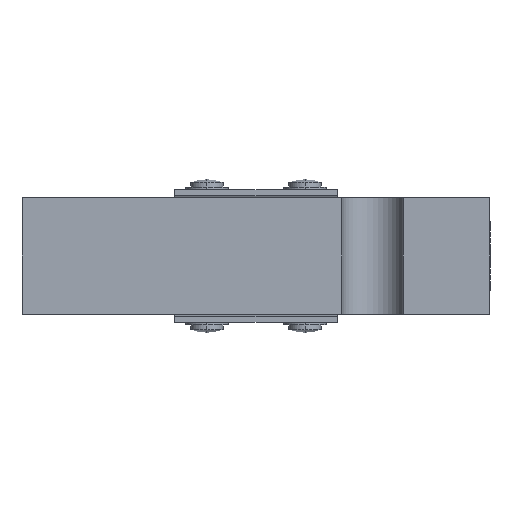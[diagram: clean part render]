
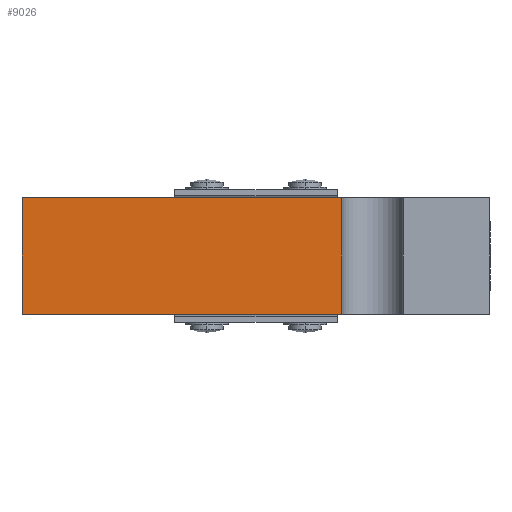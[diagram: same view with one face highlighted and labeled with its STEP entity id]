
A CAD part, left-side view. The second image highlights one B-rep face of the part: STEP entity #9026.
In plain terms, the highlighted planar face has unit normal (-1, 0, 0).
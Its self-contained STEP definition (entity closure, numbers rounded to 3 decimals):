
#521 = CARTESIAN_POINT ( 'NONE',  ( -25.4, -14., -9.5 ) ) ;
#977 = EDGE_CURVE ( 'NONE', #7087, #2342, #9058, .T. ) ;
#1535 = DIRECTION ( 'NONE',  ( 0., 0., -1. ) ) ;
#1669 = VECTOR ( 'NONE', #3450, 1000. ) ;
#1830 = CARTESIAN_POINT ( 'NONE',  ( -25.4, -14., 9.5 ) ) ;
#2248 = CARTESIAN_POINT ( 'NONE',  ( -25.4, 38.1, -9.5 ) ) ;
#2342 = VERTEX_POINT ( 'NONE', #521 ) ;
#2458 = CARTESIAN_POINT ( 'NONE',  ( -25.4, -14., 9.5 ) ) ;
#2541 = EDGE_CURVE ( 'NONE', #3569, #3647, #3439, .T. ) ;
#3439 = LINE ( 'NONE', #9504, #10251 ) ;
#3450 = DIRECTION ( 'NONE',  ( 0., -1., 0. ) ) ;
#3569 = VERTEX_POINT ( 'NONE', #4253 ) ;
#3647 = VERTEX_POINT ( 'NONE', #2458 ) ;
#4013 = EDGE_LOOP ( 'NONE', ( #4429, #5958, #4964, #6397 ) ) ;
#4163 = DIRECTION ( 'NONE',  ( 0., -1., 0. ) ) ;
#4251 = VECTOR ( 'NONE', #7775, 1000. ) ;
#4253 = CARTESIAN_POINT ( 'NONE',  ( -25.4, 38.1, 9.5 ) ) ;
#4429 = ORIENTED_EDGE ( 'NONE', *, *, #977, .T. ) ;
#4609 = FACE_OUTER_BOUND ( 'NONE', #4013, .T. ) ;
#4936 = LINE ( 'NONE', #1830, #7042 ) ;
#4964 = ORIENTED_EDGE ( 'NONE', *, *, #2541, .F. ) ;
#5095 = PLANE ( 'NONE',  #6781 ) ;
#5150 = EDGE_CURVE ( 'NONE', #3569, #7087, #8978, .T. ) ;
#5725 = EDGE_CURVE ( 'NONE', #3647, #2342, #4936, .T. ) ;
#5958 = ORIENTED_EDGE ( 'NONE', *, *, #5725, .F. ) ;
#6397 = ORIENTED_EDGE ( 'NONE', *, *, #5150, .T. ) ;
#6611 = CARTESIAN_POINT ( 'NONE',  ( -25.4, 38.1, -9.5 ) ) ;
#6781 = AXIS2_PLACEMENT_3D ( 'NONE', #10427, #6882, #1535 ) ;
#6882 = DIRECTION ( 'NONE',  ( 1., 0., 0. ) ) ;
#7042 = VECTOR ( 'NONE', #8963, 1000. ) ;
#7087 = VERTEX_POINT ( 'NONE', #2248 ) ;
#7775 = DIRECTION ( 'NONE',  ( 0., 0., -1. ) ) ;
#8675 = CARTESIAN_POINT ( 'NONE',  ( -25.4, 38.1, 9.5 ) ) ;
#8963 = DIRECTION ( 'NONE',  ( 0., 0., -1. ) ) ;
#8978 = LINE ( 'NONE', #8675, #4251 ) ;
#9026 = ADVANCED_FACE ( 'NONE', ( #4609 ), #5095, .F. ) ;
#9058 = LINE ( 'NONE', #6611, #1669 ) ;
#9504 = CARTESIAN_POINT ( 'NONE',  ( -25.4, 38.1, 9.5 ) ) ;
#10251 = VECTOR ( 'NONE', #4163, 1000. ) ;
#10427 = CARTESIAN_POINT ( 'NONE',  ( -25.4, 38.1, 9.5 ) ) ;
